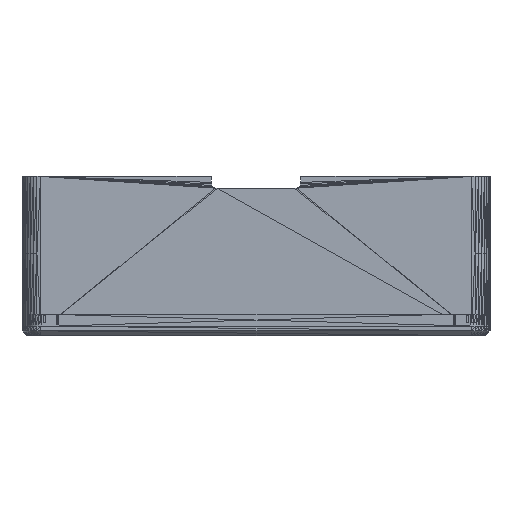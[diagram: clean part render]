
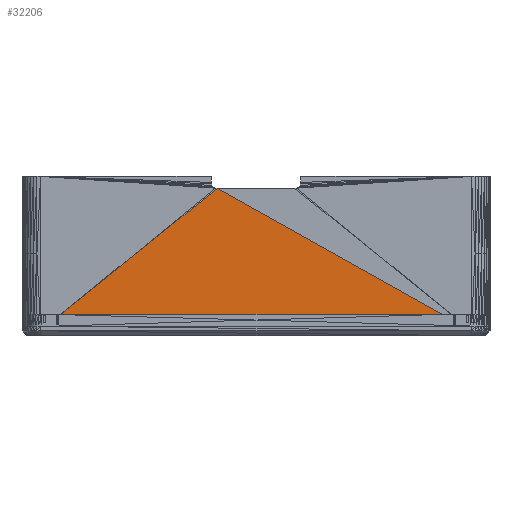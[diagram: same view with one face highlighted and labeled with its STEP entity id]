
A CAD part, front view. The second image highlights one B-rep face of the part: STEP entity #32206.
In plain terms, the highlighted planar face has unit normal (0, -1, 0).
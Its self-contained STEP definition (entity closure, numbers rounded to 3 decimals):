
#698=FACE_OUTER_BOUND('',#3342,.T.);
#3342=EDGE_LOOP('',(#22308,#22309,#22310));
#6579=LINE('',#49039,#10945);
#6588=LINE('',#49057,#10954);
#6590=LINE('',#49060,#10956);
#10945=VECTOR('',#39446,10.);
#10954=VECTOR('',#39467,10.);
#10956=VECTOR('',#39471,10.);
#14640=VERTEX_POINT('',#48991);
#14651=VERTEX_POINT('',#49037);
#14654=VERTEX_POINT('',#49053);
#17055=EDGE_CURVE('',#14651,#14640,#6579,.T.);
#17064=EDGE_CURVE('',#14651,#14654,#6588,.T.);
#17066=EDGE_CURVE('',#14640,#14654,#6590,.T.);
#22308=ORIENTED_EDGE('',*,*,#17055,.F.);
#22309=ORIENTED_EDGE('',*,*,#17064,.T.);
#22310=ORIENTED_EDGE('',*,*,#17066,.F.);
#29562=PLANE('',#34875);
#32206=ADVANCED_FACE('',(#698),#29562,.T.);
#34875=AXIS2_PLACEMENT_3D('',#49059,#39469,#39470);
#39446=DIRECTION('',(0.873,0.,-0.489));
#39467=DIRECTION('',(-0.778,0.,-0.628));
#39469=DIRECTION('center_axis',(0.,-1.,0.));
#39470=DIRECTION('ref_axis',(0.,0.,-1.));
#39471=DIRECTION('',(-1.,0.,0.));
#48991=CARTESIAN_POINT('',(-36.,29.8,1.6));
#49037=CARTESIAN_POINT('',(-121.,29.8,49.2));
#49039=CARTESIAN_POINT('',(-121.,29.8,49.2));
#49053=CARTESIAN_POINT('',(-180.,29.8,1.6));
#49057=CARTESIAN_POINT('',(-121.,29.8,49.2));
#49059=CARTESIAN_POINT('Origin',(-180.,29.8,1.6));
#49060=CARTESIAN_POINT('',(-36.,29.8,1.6));
